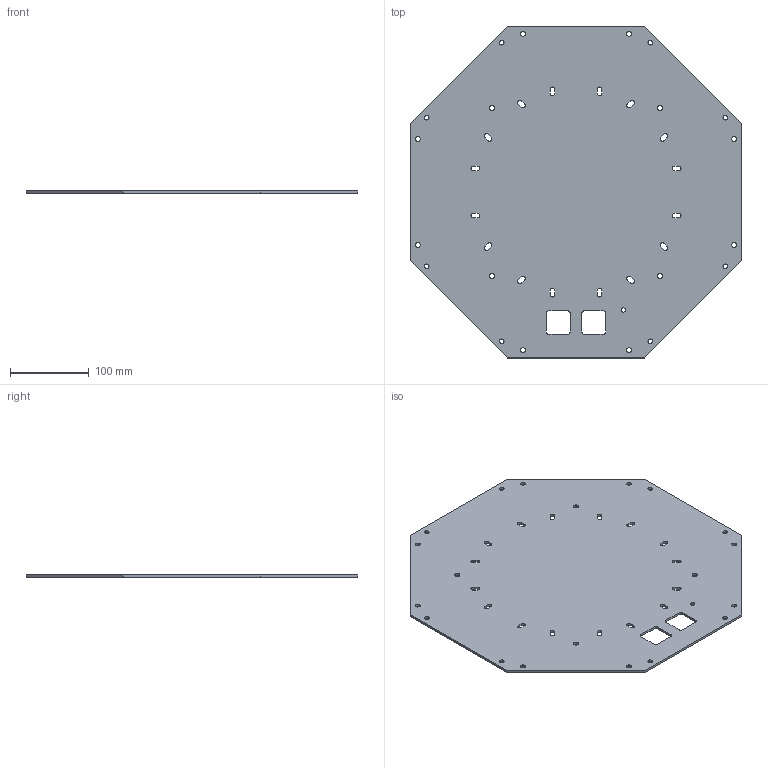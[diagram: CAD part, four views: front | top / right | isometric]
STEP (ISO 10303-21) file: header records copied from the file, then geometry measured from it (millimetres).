
FILE_DESCRIPTION(('FreeCAD Model'),'2;1');
FILE_NAME('Open CASCADE Shape Model','2024-03-09T18:16:43',(''),(''), 'Open CASCADE STEP processor 7.6','FreeCAD','Unknown');
FILE_SCHEMA(('AUTOMOTIVE_DESIGN { 1 0 10303 214 1 1 1 1 }'));
Length unit declared in the file: millimetre
Products named in the file (1): rockwool mount hole pattern
Bounding box: 422 x 422 x 3 mm (x, y, z)
Volume: 432599 mm3; surface area: 295873.8 mm2
Topology: 1 solids, 1 shells, 111 faces, 327 edges, 218 vertices
Faces by surface type: cylinder 61, plane 50
Full cylindrical faces by diameter (mm): 5.5 x1, 6 x16, 6.6 x4
Entity records: 3921 total; most frequent: DIRECTION 673, CARTESIAN_POINT 657, ORIENTED_EDGE 654, EDGE_CURVE 327, AXIS2_PLACEMENT_3D 234, VERTEX_POINT 218, LINE 205, VECTOR 205
